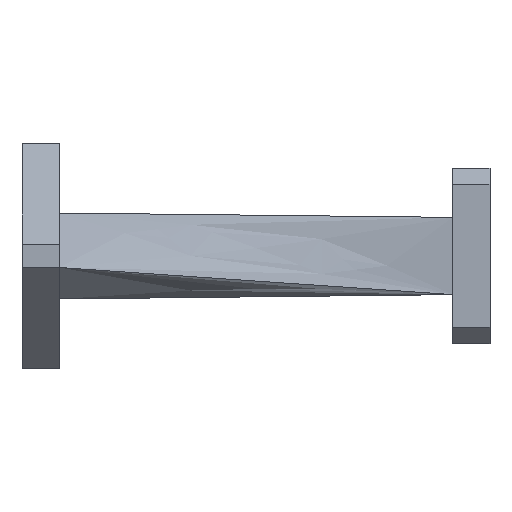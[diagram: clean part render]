
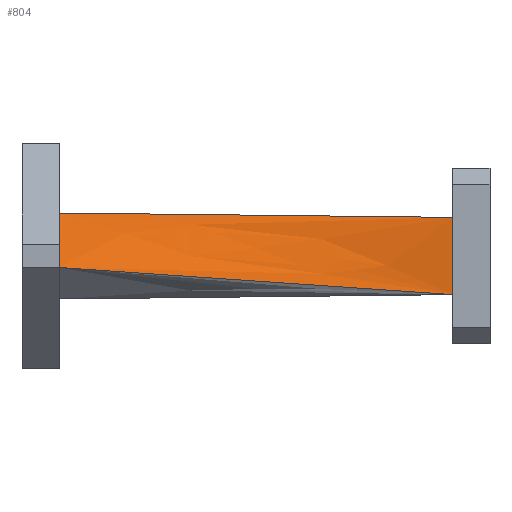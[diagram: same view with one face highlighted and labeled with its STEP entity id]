
A CAD part, top view. The second image highlights one B-rep face of the part: STEP entity #804.
In plain terms, the highlighted free-form (B-spline) face has degree [3, 1] with [6, 2] control points.
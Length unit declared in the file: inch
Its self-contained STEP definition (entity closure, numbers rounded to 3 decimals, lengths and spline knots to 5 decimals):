
#22 = EDGE_CURVE ( 'NONE', #285, #1464, #440, .T. ) ;
#51 = LINE ( 'NONE', #668, #1082 ) ;
#119 = CARTESIAN_POINT ( 'NONE',  ( -1.68, -0.01061, 0.14496 ) ) ;
#147 = CARTESIAN_POINT ( 'NONE',  ( -1.68, 0.10607, 0.02828 ) ) ;
#155 = CARTESIAN_POINT ( 'NONE',  ( 0., 0.165, 0.095 ) ) ;
#156 = FACE_OUTER_BOUND ( 'NONE', #1326, .T. ) ;
#179 = EDGE_CURVE ( 'NONE', #523, #285, #885, .T. ) ;
#207 = B_SPLINE_SURFACE_WITH_KNOTS ( 'NONE', 3, 1, ( 
 ( #542, #1436 ),
 ( #1557, #119 ),
 ( #959, #815 ),
 ( #819, #147 ),
 ( #287, #963 ),
 ( #155, #947 ) ),
 .UNSPECIFIED., .F., .F., .F.,
 ( 4, 2, 4 ),
 ( 2, 2 ),
 ( 0., 0.5, 1. ),
 ( 0., 1. ),
 .UNSPECIFIED. ) ;
#233 = ORIENTED_EDGE ( 'NONE', *, *, #22, .T. ) ;
#285 = VERTEX_POINT ( 'NONE', #474 ) ;
#287 = CARTESIAN_POINT ( 'NONE',  ( 0., 0.11, 0.095 ) ) ;
#355 = ORIENTED_EDGE ( 'NONE', *, *, #1438, .T. ) ;
#361 = ORIENTED_EDGE ( 'NONE', *, *, #179, .T. ) ;
#393 = VECTOR ( 'NONE', #495, 39.37008 ) ;
#440 = LINE ( 'NONE', #664, #647 ) ;
#474 = CARTESIAN_POINT ( 'NONE',  ( 0., 0.165, 0.095 ) ) ;
#495 = DIRECTION ( 'NONE',  ( -0.996, 0.068, 0.053 ) ) ;
#523 = VERTEX_POINT ( 'NONE', #709 ) ;
#542 = CARTESIAN_POINT ( 'NONE',  ( 0., -0.165, 0.095 ) ) ;
#647 = VECTOR ( 'NONE', #795, 39.37008 ) ;
#664 = CARTESIAN_POINT ( 'NONE',  ( -0.84, 0.17442, 0.02275 ) ) ;
#668 = CARTESIAN_POINT ( 'NONE',  ( -1.68, -0.0495, 0.18385 ) ) ;
#688 = EDGE_CURVE ( 'NONE', #523, #1262, #751, .T. ) ;
#709 = CARTESIAN_POINT ( 'NONE',  ( 0., -0.165, 0.095 ) ) ;
#751 = LINE ( 'NONE', #1445, #393 ) ;
#795 = DIRECTION ( 'NONE',  ( -0.996, 0.011, -0.086 ) ) ;
#804 = ADVANCED_FACE ( 'NONE', ( #156 ), #207, .T. ) ;
#815 = CARTESIAN_POINT ( 'NONE',  ( -1.68, 0.02828, 0.10607 ) ) ;
#819 = CARTESIAN_POINT ( 'NONE',  ( 0., 0.055, 0.095 ) ) ;
#885 = LINE ( 'NONE', #1657, #1472 ) ;
#904 = ORIENTED_EDGE ( 'NONE', *, *, #688, .F. ) ;
#947 = CARTESIAN_POINT ( 'NONE',  ( -1.68, 0.18385, -0.0495 ) ) ;
#959 = CARTESIAN_POINT ( 'NONE',  ( 0., -0.055, 0.095 ) ) ;
#963 = CARTESIAN_POINT ( 'NONE',  ( -1.68, 0.14496, -0.01061 ) ) ;
#1082 = VECTOR ( 'NONE', #1195, 39.37008 ) ;
#1195 = DIRECTION ( 'NONE',  ( 0., -0.707, 0.707 ) ) ;
#1262 = VERTEX_POINT ( 'NONE', #1546 ) ;
#1316 = CARTESIAN_POINT ( 'NONE',  ( -1.68, 0.18385, -0.0495 ) ) ;
#1326 = EDGE_LOOP ( 'NONE', ( #361, #233, #355, #904 ) ) ;
#1436 = CARTESIAN_POINT ( 'NONE',  ( -1.68, -0.0495, 0.18385 ) ) ;
#1438 = EDGE_CURVE ( 'NONE', #1464, #1262, #51, .T. ) ;
#1445 = CARTESIAN_POINT ( 'NONE',  ( -0.84, -0.10725, 0.13942 ) ) ;
#1464 = VERTEX_POINT ( 'NONE', #1316 ) ;
#1472 = VECTOR ( 'NONE', #1539, 39.37008 ) ;
#1539 = DIRECTION ( 'NONE',  ( 0., 1., 0. ) ) ;
#1546 = CARTESIAN_POINT ( 'NONE',  ( -1.68, -0.0495, 0.18385 ) ) ;
#1557 = CARTESIAN_POINT ( 'NONE',  ( 0., -0.11, 0.095 ) ) ;
#1657 = CARTESIAN_POINT ( 'NONE',  ( 0., -0.165, 0.095 ) ) ;
